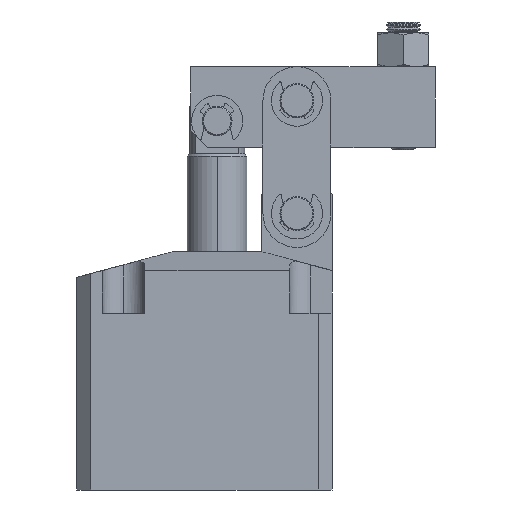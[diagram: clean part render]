
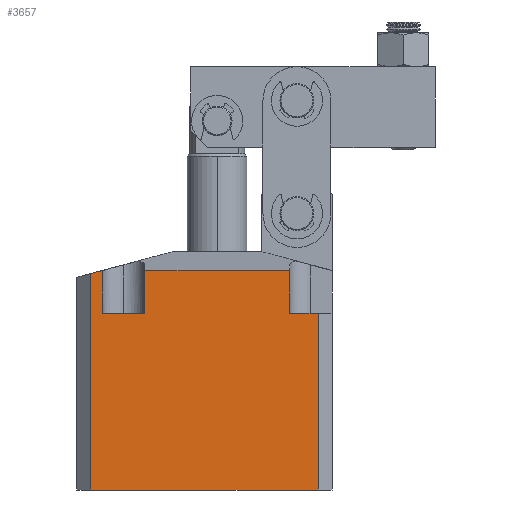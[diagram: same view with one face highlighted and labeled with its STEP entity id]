
A CAD part, front view. The second image highlights one B-rep face of the part: STEP entity #3657.
In plain terms, the highlighted face is planar.
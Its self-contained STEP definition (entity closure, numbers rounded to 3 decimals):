
#75 = VECTOR ( 'NONE', #1976, 1000. ) ;
#135 = AXIS2_PLACEMENT_3D ( 'NONE', #12952, #2161, #9745 ) ;
#401 = DIRECTION ( 'NONE',  ( 0.966, -0.259, 0. ) ) ;
#453 = CARTESIAN_POINT ( 'NONE',  ( -53.5, -112., -54. ) ) ;
#535 = VECTOR ( 'NONE', #401, 1000. ) ;
#661 = VECTOR ( 'NONE', #1275, 1000. ) ;
#861 = LINE ( 'NONE', #6890, #535 ) ;
#1275 = DIRECTION ( 'NONE',  ( 0., 1., 0. ) ) ;
#1287 = CARTESIAN_POINT ( 'NONE',  ( -40., -8.842, -54. ) ) ;
#1297 = EDGE_CURVE ( 'NONE', #12865, #11039, #6213, .T. ) ;
#1303 = VECTOR ( 'NONE', #7973, 1000. ) ;
#1497 = CARTESIAN_POINT ( 'NONE',  ( 28., -112., -54. ) ) ;
#1937 = CARTESIAN_POINT ( 'NONE',  ( -53.5, -112., -54. ) ) ;
#1976 = DIRECTION ( 'NONE',  ( 1., 0., 0. ) ) ;
#2161 = DIRECTION ( 'NONE',  ( 0., 0., -1. ) ) ;
#2278 = VECTOR ( 'NONE', #7377, 1000. ) ;
#2445 = CARTESIAN_POINT ( 'NONE',  ( -53.5, -8.842, -54. ) ) ;
#2556 = ORIENTED_EDGE ( 'NONE', *, *, #9125, .F. ) ;
#2632 = VECTOR ( 'NONE', #11292, 1000. ) ;
#2754 = VERTEX_POINT ( 'NONE', #3262 ) ;
#2912 = VERTEX_POINT ( 'NONE', #4240 ) ;
#2948 = VERTEX_POINT ( 'NONE', #5368 ) ;
#3164 = ORIENTED_EDGE ( 'NONE', *, *, #8352, .T. ) ;
#3262 = CARTESIAN_POINT ( 'NONE',  ( -53.5, -29., -54. ) ) ;
#3331 = LINE ( 'NONE', #12959, #5915 ) ;
#3418 = EDGE_LOOP ( 'NONE', ( #3164, #10194, #7841, #9365, #2556, #11409, #12942, #12731, #6141, #7192 ) ) ;
#3657 = ADVANCED_FACE ( 'NONE', ( #4014 ), #8649, .T. ) ;
#4014 = FACE_OUTER_BOUND ( 'NONE', #3418, .T. ) ;
#4131 = DIRECTION ( 'NONE',  ( 1., 0., 0. ) ) ;
#4170 = VERTEX_POINT ( 'NONE', #11971 ) ;
#4186 = LINE ( 'NONE', #1497, #1303 ) ;
#4240 = CARTESIAN_POINT ( 'NONE',  ( 48., -8.842, -54. ) ) ;
#4825 = CARTESIAN_POINT ( 'NONE',  ( 48., -112., -54. ) ) ;
#4835 = VERTEX_POINT ( 'NONE', #5098 ) ;
#4932 = VERTEX_POINT ( 'NONE', #6899 ) ;
#4951 = EDGE_CURVE ( 'NONE', #4170, #2912, #5507, .T. ) ;
#5098 = CARTESIAN_POINT ( 'NONE',  ( -40., -29., -54. ) ) ;
#5251 = CARTESIAN_POINT ( 'NONE',  ( 0., -112., -54. ) ) ;
#5368 = CARTESIAN_POINT ( 'NONE',  ( 53.5, -112., -54. ) ) ;
#5507 = LINE ( 'NONE', #4825, #2632 ) ;
#5602 = CARTESIAN_POINT ( 'NONE',  ( -40., -112., -54. ) ) ;
#5915 = VECTOR ( 'NONE', #10838, 1000. ) ;
#6141 = ORIENTED_EDGE ( 'NONE', *, *, #13277, .T. ) ;
#6195 = VERTEX_POINT ( 'NONE', #1937 ) ;
#6196 = EDGE_CURVE ( 'NONE', #2754, #4835, #11900, .T. ) ;
#6213 = LINE ( 'NONE', #2445, #11619 ) ;
#6312 = CARTESIAN_POINT ( 'NONE',  ( 53.5, -112., -54. ) ) ;
#6737 = LINE ( 'NONE', #453, #12145 ) ;
#6890 = CARTESIAN_POINT ( 'NONE',  ( 48., -8.842, -54. ) ) ;
#6899 = CARTESIAN_POINT ( 'NONE',  ( 28., -29., -54. ) ) ;
#7192 = ORIENTED_EDGE ( 'NONE', *, *, #1297, .T. ) ;
#7292 = VERTEX_POINT ( 'NONE', #10089 ) ;
#7343 = CARTESIAN_POINT ( 'NONE',  ( -53.5, -29., -54. ) ) ;
#7377 = DIRECTION ( 'NONE',  ( 0., 1., 0. ) ) ;
#7841 = ORIENTED_EDGE ( 'NONE', *, *, #4951, .T. ) ;
#7973 = DIRECTION ( 'NONE',  ( 0., -1., 0. ) ) ;
#8026 = DIRECTION ( 'NONE',  ( 0., -1., 0. ) ) ;
#8063 = LINE ( 'NONE', #6312, #2278 ) ;
#8258 = EDGE_CURVE ( 'NONE', #4932, #4170, #3331, .T. ) ;
#8352 = EDGE_CURVE ( 'NONE', #11039, #4932, #4186, .T. ) ;
#8361 = EDGE_CURVE ( 'NONE', #2754, #6195, #6737, .T. ) ;
#8649 = PLANE ( 'NONE',  #135 ) ;
#8928 = DIRECTION ( 'NONE',  ( 1., 0., 0. ) ) ;
#9030 = VECTOR ( 'NONE', #4131, 1000. ) ;
#9125 = EDGE_CURVE ( 'NONE', #2948, #7292, #8063, .T. ) ;
#9167 = EDGE_CURVE ( 'NONE', #6195, #2948, #13109, .T. ) ;
#9365 = ORIENTED_EDGE ( 'NONE', *, *, #10259, .T. ) ;
#9745 = DIRECTION ( 'NONE',  ( -1., 0., 0. ) ) ;
#10089 = CARTESIAN_POINT ( 'NONE',  ( 53.5, -10.316, -54. ) ) ;
#10194 = ORIENTED_EDGE ( 'NONE', *, *, #8258, .T. ) ;
#10259 = EDGE_CURVE ( 'NONE', #2912, #7292, #861, .T. ) ;
#10838 = DIRECTION ( 'NONE',  ( 1., 0., 0. ) ) ;
#11039 = VERTEX_POINT ( 'NONE', #12614 ) ;
#11292 = DIRECTION ( 'NONE',  ( 0., 1., 0. ) ) ;
#11409 = ORIENTED_EDGE ( 'NONE', *, *, #9167, .F. ) ;
#11619 = VECTOR ( 'NONE', #8928, 1000. ) ;
#11900 = LINE ( 'NONE', #7343, #9030 ) ;
#11971 = CARTESIAN_POINT ( 'NONE',  ( 48., -29., -54. ) ) ;
#12145 = VECTOR ( 'NONE', #8026, 1000. ) ;
#12614 = CARTESIAN_POINT ( 'NONE',  ( 28., -8.842, -54. ) ) ;
#12731 = ORIENTED_EDGE ( 'NONE', *, *, #6196, .T. ) ;
#12865 = VERTEX_POINT ( 'NONE', #1287 ) ;
#12942 = ORIENTED_EDGE ( 'NONE', *, *, #8361, .F. ) ;
#12952 = CARTESIAN_POINT ( 'NONE',  ( -53.5, -112., -54. ) ) ;
#12959 = CARTESIAN_POINT ( 'NONE',  ( -53.5, -29., -54. ) ) ;
#13109 = LINE ( 'NONE', #5251, #75 ) ;
#13167 = LINE ( 'NONE', #5602, #661 ) ;
#13277 = EDGE_CURVE ( 'NONE', #4835, #12865, #13167, .T. ) ;
